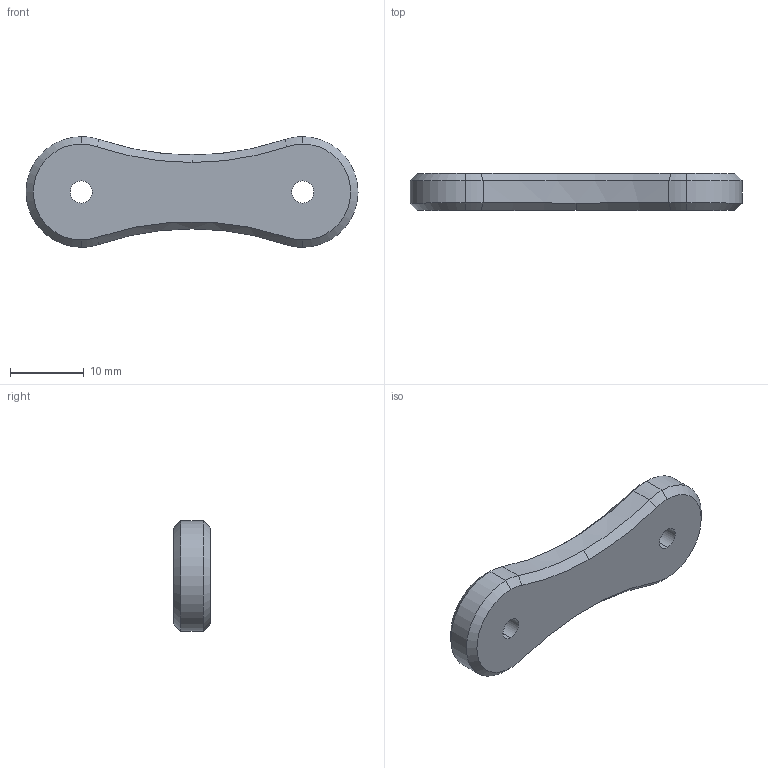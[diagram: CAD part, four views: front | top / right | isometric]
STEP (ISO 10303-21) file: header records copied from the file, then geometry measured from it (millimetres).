
FILE_DESCRIPTION (( 'STEP AP214' ), '1' );
FILE_NAME ('3dp_coxa_endshaft.STEP', '2021-03-29T09:00:36', ( '' ), ( '' ), 'SwSTEP 2.0', 'SolidWorks 2016', '' );
FILE_SCHEMA (( 'AUTOMOTIVE_DESIGN' ));
Length unit declared in the file: millimetre
Products named in the file (1): 3dp_coxa_endshaft
Bounding box: 45 x 5 x 15 mm (x, y, z)
Volume: 2495.4 mm3; surface area: 1546.6 mm2
Topology: 1 solids, 1 shells, 33 faces, 76 edges, 45 vertices
Faces by surface type: cone 18, cylinder 13, plane 2
Entity records: 981 total; most frequent: DIRECTION 189, CARTESIAN_POINT 155, ORIENTED_EDGE 152, AXIS2_PLACEMENT_3D 79, EDGE_CURVE 76, CIRCLE 45, VERTEX_POINT 45, EDGE_LOOP 37
